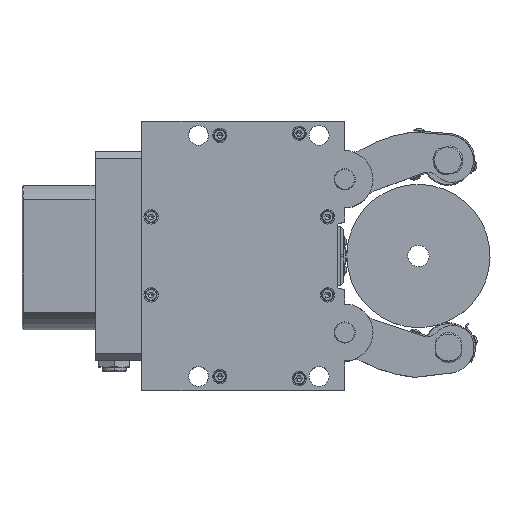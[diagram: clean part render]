
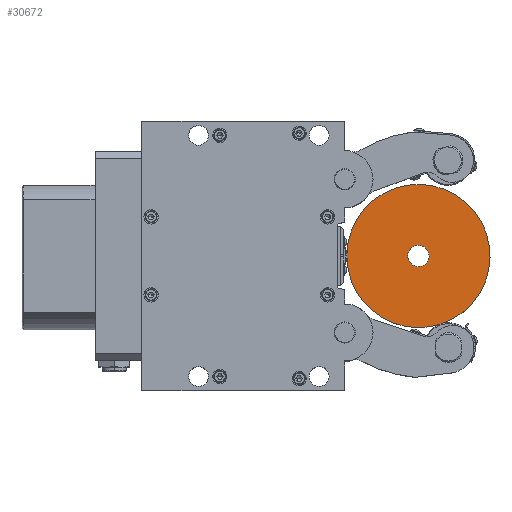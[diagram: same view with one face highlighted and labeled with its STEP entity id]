
A CAD part, top view. The second image highlights one B-rep face of the part: STEP entity #30672.
In plain terms, the highlighted face is planar.
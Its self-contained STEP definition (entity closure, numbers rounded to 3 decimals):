
#102 = CARTESIAN_POINT ( 'NONE',  ( -9., 0., -50.5 ) ) ;
#275 = DIRECTION ( 'NONE',  ( 0., 0., -1. ) ) ;
#641 = CARTESIAN_POINT ( 'NONE',  ( -9., 0., 7.5 ) ) ;
#949 = VERTEX_POINT ( 'NONE', #14425 ) ;
#1209 = AXIS2_PLACEMENT_3D ( 'NONE', #6335, #16584, #26810 ) ;
#1250 = ORIENTED_EDGE ( 'NONE', *, *, #2609, .T. ) ;
#1911 = DIRECTION ( 'NONE',  ( -1., 0., 0. ) ) ;
#2531 = AXIS2_PLACEMENT_3D ( 'NONE', #2692, #12954, #23187 ) ;
#2609 = EDGE_CURVE ( 'NONE', #949, #3926, #7091, .T. ) ;
#2692 = CARTESIAN_POINT ( 'NONE',  ( -9., 0., 0. ) ) ;
#2793 = PLANE ( 'NONE',  #14315 ) ;
#3504 = EDGE_LOOP ( 'NONE', ( #1250, #12380 ) ) ;
#3926 = VERTEX_POINT ( 'NONE', #102 ) ;
#6110 = ORIENTED_EDGE ( 'NONE', *, *, #30152, .F. ) ;
#6335 = CARTESIAN_POINT ( 'NONE',  ( -9., 0., 0. ) ) ;
#7091 = CIRCLE ( 'NONE', #1209, 50.5 ) ;
#7305 = CIRCLE ( 'NONE', #26065, 7.5 ) ;
#7395 = ORIENTED_EDGE ( 'NONE', *, *, #12607, .F. ) ;
#7863 = CARTESIAN_POINT ( 'NONE',  ( -9., 0., 0. ) ) ;
#9623 = CARTESIAN_POINT ( 'NONE',  ( -9., 0., -7.5 ) ) ;
#9675 = CIRCLE ( 'NONE', #13968, 7.5 ) ;
#12146 = DIRECTION ( 'NONE',  ( 0., 0., 1. ) ) ;
#12380 = ORIENTED_EDGE ( 'NONE', *, *, #23430, .T. ) ;
#12607 = EDGE_CURVE ( 'NONE', #20162, #31662, #9675, .T. ) ;
#12954 = DIRECTION ( 'NONE',  ( -1., 0., 0. ) ) ;
#13052 = CARTESIAN_POINT ( 'NONE',  ( -9., 7.5, 0. ) ) ;
#13968 = AXIS2_PLACEMENT_3D ( 'NONE', #24915, #1911, #12146 ) ;
#14315 = AXIS2_PLACEMENT_3D ( 'NONE', #13052, #23276, #275 ) ;
#14425 = CARTESIAN_POINT ( 'NONE',  ( -9., 0., 50.5 ) ) ;
#15563 = FACE_BOUND ( 'NONE', #20710, .T. ) ;
#16584 = DIRECTION ( 'NONE',  ( -1., 0., 0. ) ) ;
#17011 = CIRCLE ( 'NONE', #2531, 50.5 ) ;
#18099 = DIRECTION ( 'NONE',  ( -1., 0., 0. ) ) ;
#20162 = VERTEX_POINT ( 'NONE', #9623 ) ;
#20710 = EDGE_LOOP ( 'NONE', ( #6110, #7395 ) ) ;
#23187 = DIRECTION ( 'NONE',  ( 0., 0., 1. ) ) ;
#23276 = DIRECTION ( 'NONE',  ( 1., 0., 0. ) ) ;
#23430 = EDGE_CURVE ( 'NONE', #3926, #949, #17011, .T. ) ;
#24915 = CARTESIAN_POINT ( 'NONE',  ( -9., 0., 0. ) ) ;
#25790 = FACE_OUTER_BOUND ( 'NONE', #3504, .T. ) ;
#26065 = AXIS2_PLACEMENT_3D ( 'NONE', #7863, #18099, #28347 ) ;
#26810 = DIRECTION ( 'NONE',  ( 0., 0., 1. ) ) ;
#28347 = DIRECTION ( 'NONE',  ( 0., 0., 1. ) ) ;
#30152 = EDGE_CURVE ( 'NONE', #31662, #20162, #7305, .T. ) ;
#30672 = ADVANCED_FACE ( 'NONE', ( #15563, #25790 ), #2793, .F. ) ;
#31662 = VERTEX_POINT ( 'NONE', #641 ) ;
